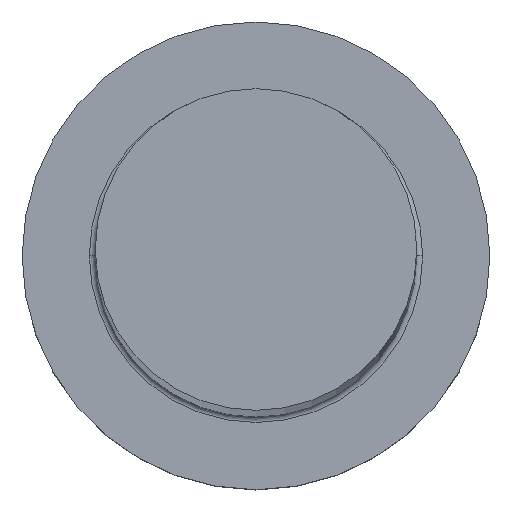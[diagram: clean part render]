
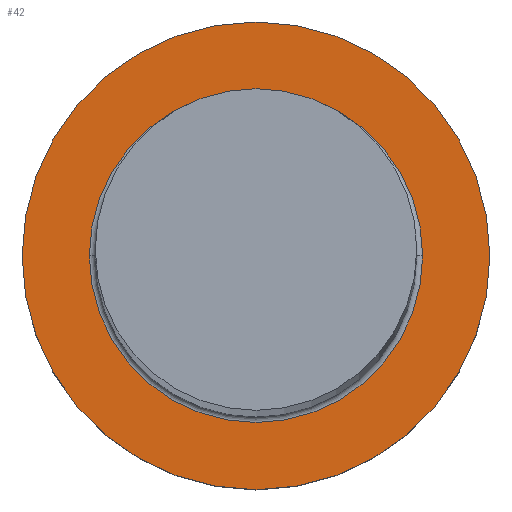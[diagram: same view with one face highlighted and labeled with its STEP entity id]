
A CAD part, top view. The second image highlights one B-rep face of the part: STEP entity #42.
In plain terms, the highlighted planar face has unit normal (0, 0, 1).
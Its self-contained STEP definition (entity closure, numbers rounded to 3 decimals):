
#4 = EDGE_CURVE ( 'NONE', #140, #306, #208, .T. ) ;
#9 = CIRCLE ( 'NONE', #303, 8. ) ;
#20 = DIRECTION ( 'NONE',  ( 1., 0., 0. ) ) ;
#28 = CARTESIAN_POINT ( 'NONE',  ( 0., 0., 5. ) ) ;
#41 = AXIS2_PLACEMENT_3D ( 'NONE', #43, #237, #20 ) ;
#42 = ADVANCED_FACE ( 'NONE', ( #59, #190 ), #220, .T. ) ;
#43 = CARTESIAN_POINT ( 'NONE',  ( 0., 0., 5. ) ) ;
#44 = DIRECTION ( 'NONE',  ( 1., 0., 0. ) ) ;
#59 = FACE_BOUND ( 'NONE', #142, .T. ) ;
#67 = CARTESIAN_POINT ( 'NONE',  ( 8., 0., 5. ) ) ;
#74 = EDGE_CURVE ( 'NONE', #232, #132, #292, .T. ) ;
#77 = DIRECTION ( 'NONE',  ( 1., 0., 0. ) ) ;
#78 = AXIS2_PLACEMENT_3D ( 'NONE', #116, #277, #217 ) ;
#80 = DIRECTION ( 'NONE',  ( 0., 0., 1. ) ) ;
#116 = CARTESIAN_POINT ( 'NONE',  ( 0., 0., 5. ) ) ;
#121 = CARTESIAN_POINT ( 'NONE',  ( 5.7, 0., 5. ) ) ;
#132 = VERTEX_POINT ( 'NONE', #298 ) ;
#138 = AXIS2_PLACEMENT_3D ( 'NONE', #239, #254, #44 ) ;
#140 = VERTEX_POINT ( 'NONE', #67 ) ;
#142 = EDGE_LOOP ( 'NONE', ( #255, #209 ) ) ;
#172 = CARTESIAN_POINT ( 'NONE',  ( 0., 0., 5. ) ) ;
#177 = ORIENTED_EDGE ( 'NONE', *, *, #307, .T. ) ;
#190 = FACE_OUTER_BOUND ( 'NONE', #247, .T. ) ;
#206 = ORIENTED_EDGE ( 'NONE', *, *, #4, .T. ) ;
#208 = CIRCLE ( 'NONE', #41, 8. ) ;
#209 = ORIENTED_EDGE ( 'NONE', *, *, #211, .T. ) ;
#211 = EDGE_CURVE ( 'NONE', #132, #232, #248, .T. ) ;
#217 = DIRECTION ( 'NONE',  ( 1., 0., 0. ) ) ;
#220 = PLANE ( 'NONE',  #138 ) ;
#232 = VERTEX_POINT ( 'NONE', #121 ) ;
#237 = DIRECTION ( 'NONE',  ( 0., 0., 1. ) ) ;
#239 = CARTESIAN_POINT ( 'NONE',  ( 0., 0., 5. ) ) ;
#242 = DIRECTION ( 'NONE',  ( 1., 0., 0. ) ) ;
#243 = DIRECTION ( 'NONE',  ( 0., 0., -1. ) ) ;
#247 = EDGE_LOOP ( 'NONE', ( #177, #206 ) ) ;
#248 = CIRCLE ( 'NONE', #275, 5.7 ) ;
#254 = DIRECTION ( 'NONE',  ( 0., 0., 1. ) ) ;
#255 = ORIENTED_EDGE ( 'NONE', *, *, #74, .T. ) ;
#275 = AXIS2_PLACEMENT_3D ( 'NONE', #28, #243, #242 ) ;
#277 = DIRECTION ( 'NONE',  ( 0., 0., -1. ) ) ;
#287 = CARTESIAN_POINT ( 'NONE',  ( -8., 0., 5. ) ) ;
#292 = CIRCLE ( 'NONE', #78, 5.7 ) ;
#298 = CARTESIAN_POINT ( 'NONE',  ( -5.7, 0., 5. ) ) ;
#303 = AXIS2_PLACEMENT_3D ( 'NONE', #172, #80, #77 ) ;
#306 = VERTEX_POINT ( 'NONE', #287 ) ;
#307 = EDGE_CURVE ( 'NONE', #306, #140, #9, .T. ) ;
